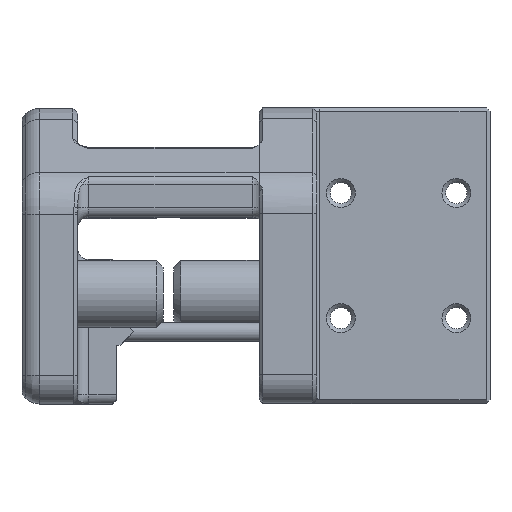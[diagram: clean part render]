
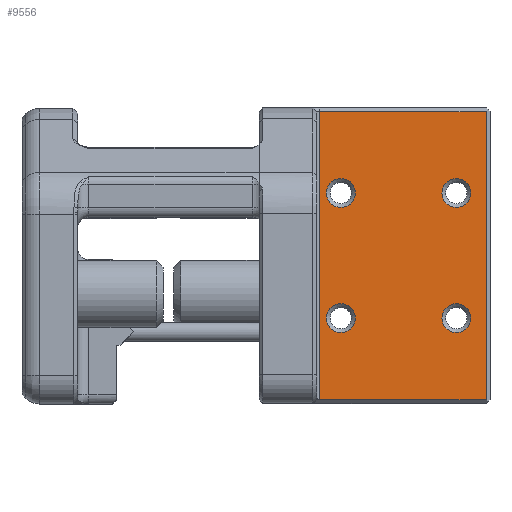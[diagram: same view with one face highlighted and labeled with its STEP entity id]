
A CAD part, left-side view. The second image highlights one B-rep face of the part: STEP entity #9556.
In plain terms, the highlighted planar face has unit normal (-1, 0, 0).
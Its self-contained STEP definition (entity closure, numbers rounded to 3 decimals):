
#313=FACE_BOUND('',#2960,.T.);
#314=FACE_BOUND('',#2961,.T.);
#315=FACE_BOUND('',#2962,.T.);
#316=FACE_BOUND('',#2963,.T.);
#423=PLANE('',#10296);
#792=LINE('',#15741,#1540);
#794=LINE('',#15764,#1542);
#795=LINE('',#15766,#1543);
#796=LINE('',#15767,#1544);
#1540=VECTOR('',#11784,1000.);
#1542=VECTOR('',#11790,1000.);
#1543=VECTOR('',#11791,1000.);
#1544=VECTOR('',#11792,1000.);
#2343=FACE_OUTER_BOUND('',#2959,.T.);
#2959=EDGE_LOOP('',(#7130,#7131,#7132,#7133));
#2960=EDGE_LOOP('',(#7134));
#2961=EDGE_LOOP('',(#7135));
#2962=EDGE_LOOP('',(#7136));
#2963=EDGE_LOOP('',(#7137));
#3582=CIRCLE('',#10257,1.5);
#3584=CIRCLE('',#10260,1.5);
#3586=CIRCLE('',#10263,1.5);
#3588=CIRCLE('',#10266,1.5);
#4361=VERTEX_POINT('',#15655);
#4363=VERTEX_POINT('',#15661);
#4365=VERTEX_POINT('',#15667);
#4367=VERTEX_POINT('',#15673);
#4384=VERTEX_POINT('',#15730);
#4389=VERTEX_POINT('',#15739);
#4392=VERTEX_POINT('',#15763);
#4393=VERTEX_POINT('',#15765);
#5349=EDGE_CURVE('',#4361,#4361,#3582,.T.);
#5352=EDGE_CURVE('',#4363,#4363,#3584,.T.);
#5355=EDGE_CURVE('',#4365,#4365,#3586,.T.);
#5358=EDGE_CURVE('',#4367,#4367,#3588,.T.);
#5390=EDGE_CURVE('',#4384,#4389,#792,.T.);
#5394=EDGE_CURVE('',#4389,#4392,#794,.T.);
#5395=EDGE_CURVE('',#4392,#4393,#795,.T.);
#5396=EDGE_CURVE('',#4393,#4384,#796,.T.);
#7130=ORIENTED_EDGE('',*,*,#5390,.T.);
#7131=ORIENTED_EDGE('',*,*,#5394,.T.);
#7132=ORIENTED_EDGE('',*,*,#5395,.T.);
#7133=ORIENTED_EDGE('',*,*,#5396,.T.);
#7134=ORIENTED_EDGE('',*,*,#5358,.T.);
#7135=ORIENTED_EDGE('',*,*,#5355,.T.);
#7136=ORIENTED_EDGE('',*,*,#5352,.T.);
#7137=ORIENTED_EDGE('',*,*,#5349,.T.);
#9556=ADVANCED_FACE('',(#2343,#313,#314,#315,#316),#423,.T.);
#10257=AXIS2_PLACEMENT_3D('',#15657,#11690,#11691);
#10260=AXIS2_PLACEMENT_3D('',#15663,#11697,#11698);
#10263=AXIS2_PLACEMENT_3D('',#15669,#11704,#11705);
#10266=AXIS2_PLACEMENT_3D('',#15675,#11711,#11712);
#10296=AXIS2_PLACEMENT_3D('',#15762,#11788,#11789);
#11690=DIRECTION('center_axis',(1.,0.,0.));
#11691=DIRECTION('ref_axis',(0.,0.,
1.));
#11697=DIRECTION('center_axis',(1.,0.,0.));
#11698=DIRECTION('ref_axis',(0.,0.,
1.));
#11704=DIRECTION('center_axis',(1.,0.,0.));
#11705=DIRECTION('ref_axis',(0.,0.,
1.));
#11711=DIRECTION('center_axis',(1.,0.,0.));
#11712=DIRECTION('ref_axis',(0.,0.,
1.));
#11784=DIRECTION('',(0.,0.,1.));
#11788=DIRECTION('center_axis',(-1.,0.,0.));
#11789=DIRECTION('ref_axis',(0.,0.,
1.));
#11790=DIRECTION('',(0.,1.,0.));
#11791=DIRECTION('',(0.,0.,-1.));
#11792=DIRECTION('',(0.,-1.,0.));
#15655=CARTESIAN_POINT('',(14.585,52.018,8.994));
#15657=CARTESIAN_POINT('Origin',(14.585,52.018,10.494));
#15661=CARTESIAN_POINT('',(14.585,52.018,21.994));
#15663=CARTESIAN_POINT('Origin',(14.585,52.018,23.494));
#15667=CARTESIAN_POINT('',(14.585,40.018,21.994));
#15669=CARTESIAN_POINT('Origin',(14.585,40.018,23.494));
#15673=CARTESIAN_POINT('',(14.585,40.018,8.994));
#15675=CARTESIAN_POINT('Origin',(14.585,40.018,10.494));
#15730=CARTESIAN_POINT('',(14.585,36.918,1.994));
#15739=CARTESIAN_POINT('',(14.585,36.918,31.934));
#15741=CARTESIAN_POINT('',(14.585,36.918,32.334));
#15762=CARTESIAN_POINT('Origin',(14.585,3.871,0.029));
#15763=CARTESIAN_POINT('',(14.585,54.268,31.934));
#15764=CARTESIAN_POINT('',(14.585,54.268,31.934));
#15765=CARTESIAN_POINT('',(14.585,54.268,1.994));
#15766=CARTESIAN_POINT('',(14.585,54.268,0.029));
#15767=CARTESIAN_POINT('',(14.585,37.518,1.994));
